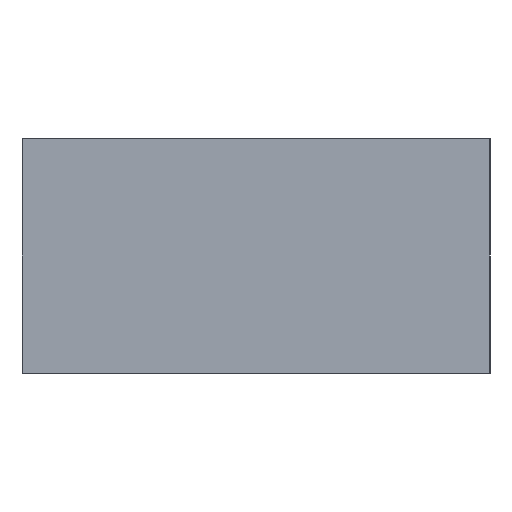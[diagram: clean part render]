
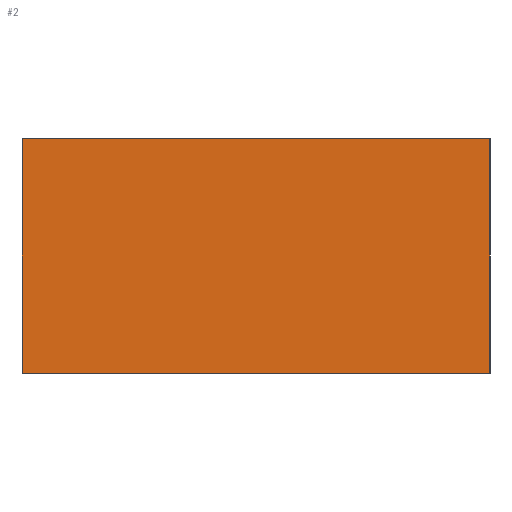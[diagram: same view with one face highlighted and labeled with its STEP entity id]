
A CAD part, left-side view. The second image highlights one B-rep face of the part: STEP entity #2.
In plain terms, the highlighted planar face has unit normal (-1, 0, 0).
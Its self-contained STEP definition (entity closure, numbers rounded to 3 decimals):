
#2 = ADVANCED_FACE ( 'NONE', ( #104 ), #246, .F. ) ;
#10 = EDGE_CURVE ( 'NONE', #232, #181, #178, .T. ) ;
#32 = EDGE_CURVE ( 'NONE', #222, #232, #184, .T. ) ;
#38 = DIRECTION ( 'NONE',  ( 0., 0., -1. ) ) ;
#47 = ORIENTED_EDGE ( 'NONE', *, *, #153, .F. ) ;
#56 = CARTESIAN_POINT ( 'NONE',  ( -37.178, 24.37, 23. ) ) ;
#59 = ORIENTED_EDGE ( 'NONE', *, *, #207, .F. ) ;
#61 = CARTESIAN_POINT ( 'NONE',  ( -37.178, 24.37, 0. ) ) ;
#63 = DIRECTION ( 'NONE',  ( 1., 0., 0. ) ) ;
#79 = CARTESIAN_POINT ( 'NONE',  ( -37.178, 24.37, 23. ) ) ;
#81 = CARTESIAN_POINT ( 'NONE',  ( -37.178, -21.6, 23. ) ) ;
#89 = ORIENTED_EDGE ( 'NONE', *, *, #32, .T. ) ;
#93 = VECTOR ( 'NONE', #254, 1000. ) ;
#97 = LINE ( 'NONE', #81, #93 ) ;
#100 = DIRECTION ( 'NONE',  ( 0., -1., 0. ) ) ;
#104 = FACE_OUTER_BOUND ( 'NONE', #277, .T. ) ;
#121 = VECTOR ( 'NONE', #152, 1000. ) ;
#124 = CARTESIAN_POINT ( 'NONE',  ( -37.178, -21.6, 0. ) ) ;
#143 = CARTESIAN_POINT ( 'NONE',  ( -37.178, -21.6, 23. ) ) ;
#152 = DIRECTION ( 'NONE',  ( 0., -1., 0. ) ) ;
#153 = EDGE_CURVE ( 'NONE', #168, #181, #97, .T. ) ;
#168 = VERTEX_POINT ( 'NONE', #143 ) ;
#178 = LINE ( 'NONE', #61, #121 ) ;
#179 = CARTESIAN_POINT ( 'NONE',  ( -37.178, 24.37, 23. ) ) ;
#181 = VERTEX_POINT ( 'NONE', #124 ) ;
#184 = LINE ( 'NONE', #299, #263 ) ;
#188 = VECTOR ( 'NONE', #100, 1000. ) ;
#189 = ORIENTED_EDGE ( 'NONE', *, *, #10, .T. ) ;
#196 = CARTESIAN_POINT ( 'NONE',  ( -37.178, 24.37, 0. ) ) ;
#207 = EDGE_CURVE ( 'NONE', #222, #168, #283, .T. ) ;
#222 = VERTEX_POINT ( 'NONE', #56 ) ;
#232 = VERTEX_POINT ( 'NONE', #196 ) ;
#237 = AXIS2_PLACEMENT_3D ( 'NONE', #179, #63, #38 ) ;
#246 = PLANE ( 'NONE',  #237 ) ;
#251 = DIRECTION ( 'NONE',  ( 0., 0., -1. ) ) ;
#254 = DIRECTION ( 'NONE',  ( 0., 0., -1. ) ) ;
#263 = VECTOR ( 'NONE', #251, 1000. ) ;
#277 = EDGE_LOOP ( 'NONE', ( #189, #47, #59, #89 ) ) ;
#283 = LINE ( 'NONE', #79, #188 ) ;
#299 = CARTESIAN_POINT ( 'NONE',  ( -37.178, 24.37, 23. ) ) ;
